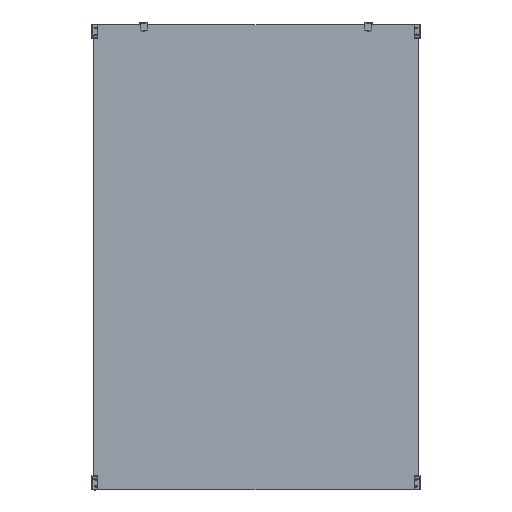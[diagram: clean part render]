
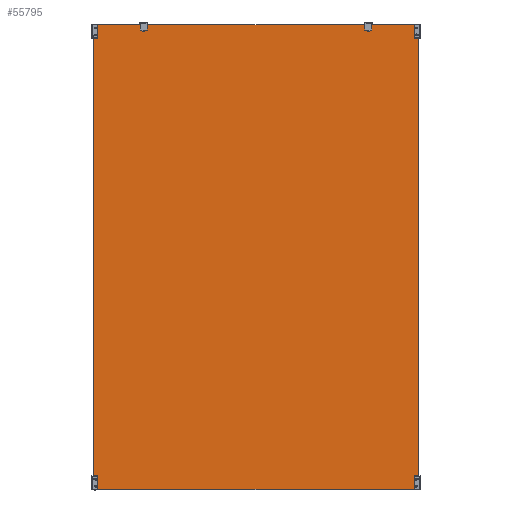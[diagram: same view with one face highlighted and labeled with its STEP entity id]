
A CAD part, top view. The second image highlights one B-rep face of the part: STEP entity #55795.
In plain terms, the highlighted planar face has unit normal (0, 0, 1).
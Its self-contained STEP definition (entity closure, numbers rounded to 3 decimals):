
#14744 = VERTEX_POINT ( 'NONE', #26999 ) ;
#14747 = VERTEX_POINT ( 'NONE', #27055 ) ;
#14749 = VERTEX_POINT ( 'NONE', #27013 ) ;
#14786 = VERTEX_POINT ( 'NONE', #27142 ) ;
#23458 = CARTESIAN_POINT ( 'NONE',  ( 1., 1997., 10. ) ) ;
#23614 = DIRECTION ( 'NONE',  ( 0., -1., 0. ) ) ;
#25960 = DIRECTION ( 'NONE',  ( 0., 0., -1. ) ) ;
#25978 = DIRECTION ( 'NONE',  ( -1., 0., 0. ) ) ;
#25988 = CARTESIAN_POINT ( 'NONE',  ( 0., 1997., 10. ) ) ;
#26000 = PLANE ( 'NONE',  #82256 ) ;
#26999 = CARTESIAN_POINT ( 'NONE',  ( 1., 1., 10. ) ) ;
#27013 = CARTESIAN_POINT ( 'NONE',  ( 1394., 1996., 10. ) ) ;
#27055 = CARTESIAN_POINT ( 'NONE',  ( 1394., 1., 10. ) ) ;
#27142 = CARTESIAN_POINT ( 'NONE',  ( 1., 1996., 10. ) ) ;
#33639 = CARTESIAN_POINT ( 'NONE',  ( 0., 1., 10. ) ) ;
#33670 = DIRECTION ( 'NONE',  ( 1., 0., 0. ) ) ;
#33733 = DIRECTION ( 'NONE',  ( 0., 1., 0. ) ) ;
#33735 = DIRECTION ( 'NONE',  ( -1., 0., 0. ) ) ;
#33747 = CARTESIAN_POINT ( 'NONE',  ( 0., 1996., 10. ) ) ;
#33775 = CARTESIAN_POINT ( 'NONE',  ( 1394., 1997., 10. ) ) ;
#36148 = FACE_OUTER_BOUND ( 'NONE', #74591, .T. ) ;
#38783 = EDGE_CURVE ( 'NONE', #14786, #14744, #77012, .T. ) ;
#38847 = EDGE_CURVE ( 'NONE', #14744, #14747, #77095, .T. ) ;
#38893 = EDGE_CURVE ( 'NONE', #14747, #14749, #75960, .T. ) ;
#38895 = EDGE_CURVE ( 'NONE', #14749, #14786, #75943, .T. ) ;
#55795 = ADVANCED_FACE ( 'NONE', ( #36148 ), #26000, .F. ) ;
#74591 = EDGE_LOOP ( 'NONE', ( #85135, #85110, #85099, #85107 ) ) ;
#75923 = VECTOR ( 'NONE', #33735, 1000. ) ;
#75936 = VECTOR ( 'NONE', #33733, 1000. ) ;
#75943 = LINE ( 'NONE', #33747, #75923 ) ;
#75960 = LINE ( 'NONE', #33775, #75936 ) ;
#77012 = LINE ( 'NONE', #23458, #77017 ) ;
#77017 = VECTOR ( 'NONE', #23614, 1000. ) ;
#77068 = VECTOR ( 'NONE', #33670, 1000. ) ;
#77095 = LINE ( 'NONE', #33639, #77068 ) ;
#82256 = AXIS2_PLACEMENT_3D ( 'NONE', #25988, #25960, #25978 ) ;
#85099 = ORIENTED_EDGE ( 'NONE', *, *, #38783, .T. ) ;
#85107 = ORIENTED_EDGE ( 'NONE', *, *, #38847, .T. ) ;
#85110 = ORIENTED_EDGE ( 'NONE', *, *, #38895, .T. ) ;
#85135 = ORIENTED_EDGE ( 'NONE', *, *, #38893, .T. ) ;
